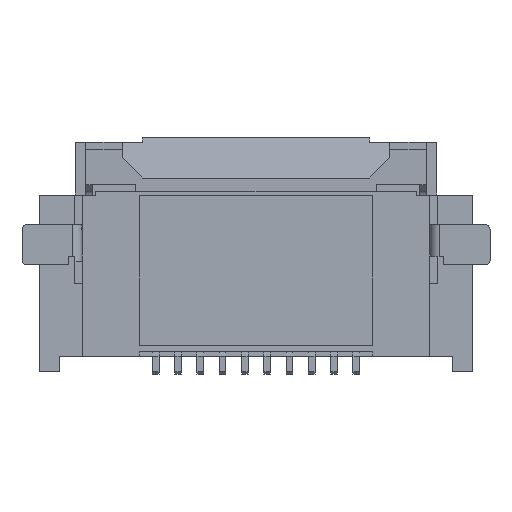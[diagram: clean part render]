
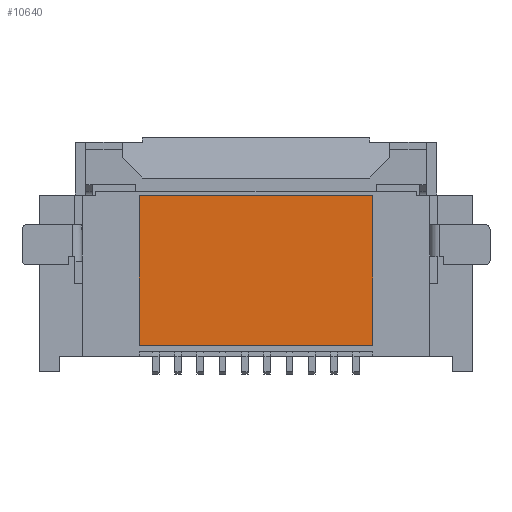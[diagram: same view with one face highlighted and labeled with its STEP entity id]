
A CAD part, front view. The second image highlights one B-rep face of the part: STEP entity #10640.
In plain terms, the highlighted planar face has unit normal (0, -1, 0).
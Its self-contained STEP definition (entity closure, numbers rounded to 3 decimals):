
#245=DIRECTION('',(0.,0.,-1.));
#246=VECTOR('',#245,3.35);
#247=CARTESIAN_POINT('',(-2.615,0.,2.7));
#248=LINE('',#247,#246);
#249=DIRECTION('',(1.,0.,0.));
#250=VECTOR('',#249,5.23);
#251=CARTESIAN_POINT('',(-2.615,0.,2.7));
#252=LINE('',#251,#250);
#253=DIRECTION('',(0.,0.,-1.));
#254=VECTOR('',#253,3.35);
#255=CARTESIAN_POINT('',(2.615,0.,2.7));
#256=LINE('',#255,#254);
#305=DIRECTION('',(1.,0.,0.));
#306=VECTOR('',#305,5.23);
#307=CARTESIAN_POINT('',(-2.615,0.,-0.65));
#308=LINE('',#307,#306);
#8004=CARTESIAN_POINT('',(-2.615,0.,2.7));
#8005=CARTESIAN_POINT('',(-2.615,0.,-0.65));
#8006=VERTEX_POINT('',#8004);
#8007=VERTEX_POINT('',#8005);
#8008=CARTESIAN_POINT('',(2.615,0.,2.7));
#8009=CARTESIAN_POINT('',(2.615,0.,-0.65));
#8010=VERTEX_POINT('',#8008);
#8011=VERTEX_POINT('',#8009);
#10627=CARTESIAN_POINT('',(-4.85,0.,2.7));
#10628=DIRECTION('',(0.,-1.,0.));
#10629=DIRECTION('',(0.,0.,-1.));
#10630=AXIS2_PLACEMENT_3D('',#10627,#10628,#10629);
#10631=PLANE('',#10630);
#10632=ORIENTED_EDGE('',*,*,#10617,.F.);
#10633=ORIENTED_EDGE('',*,*,#10543,.T.);
#10635=ORIENTED_EDGE('',*,*,#10634,.T.);
#10637=ORIENTED_EDGE('',*,*,#10636,.F.);
#10638=EDGE_LOOP('',(#10632,#10633,#10635,#10637));
#10639=FACE_OUTER_BOUND('',#10638,.F.);
#10640=ADVANCED_FACE('',(#10639),#10631,.T.);
#10543=EDGE_CURVE('',#8006,#8010,#252,.T.);
#10617=EDGE_CURVE('',#8006,#8007,#248,.T.);
#10634=EDGE_CURVE('',#8010,#8011,#256,.T.);
#10636=EDGE_CURVE('',#8007,#8011,#308,.T.);
